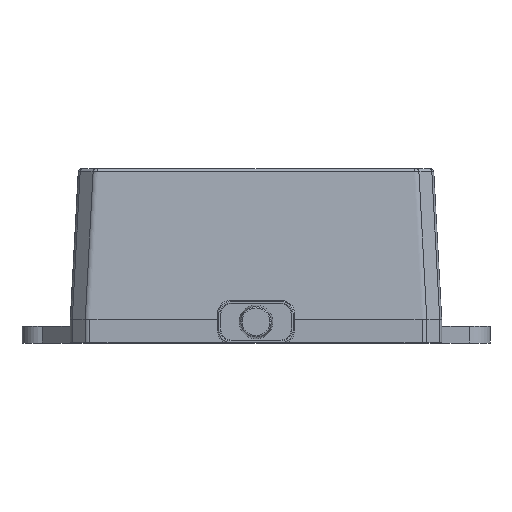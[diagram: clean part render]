
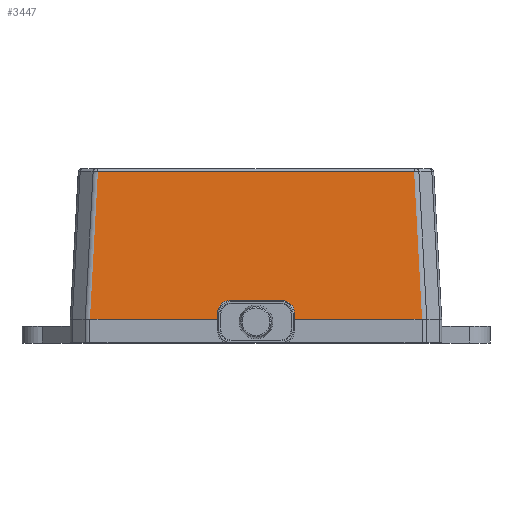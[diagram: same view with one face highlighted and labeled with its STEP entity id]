
A CAD part, top view. The second image highlights one B-rep face of the part: STEP entity #3447.
In plain terms, the highlighted planar face has unit normal (0, 0.054, 0.999).
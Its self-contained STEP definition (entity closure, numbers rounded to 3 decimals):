
#164 = ORIENTED_EDGE ( 'NONE', *, *, #4526, .T. ) ;
#222 = CARTESIAN_POINT ( 'NONE',  ( 5.7, 4.389, 18.452 ) ) ;
#295 = LINE ( 'NONE', #1216, #4462 ) ;
#349 = CARTESIAN_POINT ( 'NONE',  ( 24.586, 3.5, 18.5 ) ) ;
#450 = ORIENTED_EDGE ( 'NONE', *, *, #3278, .T. ) ;
#524 = ORIENTED_EDGE ( 'NONE', *, *, #2445, .T. ) ;
#548 = ORIENTED_EDGE ( 'NONE', *, *, #6094, .T. ) ;
#612 = CARTESIAN_POINT ( 'NONE',  ( -5.7, 3.5, 18.5 ) ) ;
#685 = ORIENTED_EDGE ( 'NONE', *, *, #1548, .T. ) ;
#757 = ORIENTED_EDGE ( 'NONE', *, *, #4185, .T. ) ;
#963 = VERTEX_POINT ( 'NONE', #612 ) ;
#1089 = VERTEX_POINT ( 'NONE', #4263 ) ;
#1216 = CARTESIAN_POINT ( 'NONE',  ( 0., 3.5, 18.5 ) ) ;
#1275 = CARTESIAN_POINT ( 'NONE',  ( -5.7, 4.389, 18.452 ) ) ;
#1461 = VERTEX_POINT ( 'NONE', #5465 ) ;
#1464 = CARTESIAN_POINT ( 'NONE',  ( -5.7, 4.4, 18.452 ) ) ;
#1474 = CARTESIAN_POINT ( 'NONE',  ( -23.386, 25.327, 17.325 ) ) ;
#1520 = VERTEX_POINT ( 'NONE', #6453 ) ;
#1548 = EDGE_CURVE ( 'NONE', #5373, #1461, #4878, .T. ) ;
#1660 =( BOUNDED_CURVE ( )  B_SPLINE_CURVE ( 3, ( #2231, #4728, #4091, #222 ),
 .UNSPECIFIED., .F., .F. ) 
 B_SPLINE_CURVE_WITH_KNOTS ( ( 4, 4 ),
 ( 3.142, 4.712 ),
 .UNSPECIFIED. ) 
 CURVE ( )  GEOMETRIC_REPRESENTATION_ITEM ( )  RATIONAL_B_SPLINE_CURVE ( ( 1., 0.805, 0.805, 1. ) ) 
 REPRESENTATION_ITEM ( '' )  );
#1671 = CARTESIAN_POINT ( 'NONE',  ( 3.8, 6.289, 18.35 ) ) ;
#1744 = DIRECTION ( 'NONE',  ( 1., 0., 0. ) ) ;
#1747 = DIRECTION ( 'NONE',  ( 1., 0., 0. ) ) ;
#1761 = DIRECTION ( 'NONE',  ( -0.054, -0.997, 0.054 ) ) ;
#1767 = DIRECTION ( 'NONE',  ( 0., -0.999, 0.054 ) ) ;
#1773 = EDGE_CURVE ( 'NONE', #963, #3137, #3349, .T. ) ;
#1820 = VECTOR ( 'NONE', #1761, 1000. ) ;
#1845 = ORIENTED_EDGE ( 'NONE', *, *, #6142, .T. ) ;
#1847 = LINE ( 'NONE', #3856, #2469 ) ;
#1856 = VERTEX_POINT ( 'NONE', #3912 ) ;
#2004 = VECTOR ( 'NONE', #5594, 1000. ) ;
#2077 = CARTESIAN_POINT ( 'NONE',  ( -4.913, 6.289, 18.35 ) ) ;
#2141 = CARTESIAN_POINT ( 'NONE',  ( -24.586, 3.5, 18.5 ) ) ;
#2231 = CARTESIAN_POINT ( 'NONE',  ( 3.8, 6.289, 18.35 ) ) ;
#2264 = FACE_OUTER_BOUND ( 'NONE', #5215, .T. ) ;
#2267 = VERTEX_POINT ( 'NONE', #2453 ) ;
#2273 = CARTESIAN_POINT ( 'NONE',  ( 5.7, 3.5, 18.5 ) ) ;
#2332 = DIRECTION ( 'NONE',  ( 0., 0.999, -0.054 ) ) ;
#2419 = EDGE_CURVE ( 'NONE', #2544, #5373, #2700, .T. ) ;
#2445 = EDGE_CURVE ( 'NONE', #5425, #1856, #6323, .T. ) ;
#2453 = CARTESIAN_POINT ( 'NONE',  ( -3.8, 6.289, 18.35 ) ) ;
#2469 = VECTOR ( 'NONE', #5860, 1000. ) ;
#2544 = VERTEX_POINT ( 'NONE', #2730 ) ;
#2689 = VERTEX_POINT ( 'NONE', #1671 ) ;
#2700 = LINE ( 'NONE', #2770, #3261 ) ;
#2721 = DIRECTION ( 'NONE',  ( 0., 0.054, 0.999 ) ) ;
#2730 = CARTESIAN_POINT ( 'NONE',  ( 24.586, 3.5, 18.5 ) ) ;
#2770 = CARTESIAN_POINT ( 'NONE',  ( 0., 3.5, 18.5 ) ) ;
#2856 = VECTOR ( 'NONE', #2332, 1000. ) ;
#2962 = DIRECTION ( 'NONE',  ( -0.054, 0.997, -0.054 ) ) ;
#3137 = VERTEX_POINT ( 'NONE', #3227 ) ;
#3227 = CARTESIAN_POINT ( 'NONE',  ( -5.7, 4.389, 18.452 ) ) ;
#3261 = VECTOR ( 'NONE', #1747, 1000. ) ;
#3278 = EDGE_CURVE ( 'NONE', #2267, #2689, #4116, .T. ) ;
#3292 = ORIENTED_EDGE ( 'NONE', *, *, #4915, .T. ) ;
#3349 = LINE ( 'NONE', #1464, #2856 ) ;
#3447 = ADVANCED_FACE ( 'NONE', ( #2264 ), #4668, .T. ) ;
#3458 = ORIENTED_EDGE ( 'NONE', *, *, #6252, .T. ) ;
#3488 = ORIENTED_EDGE ( 'NONE', *, *, #1773, .T. ) ;
#3494 = AXIS2_PLACEMENT_3D ( 'NONE', #5163, #2721, #1767 ) ;
#3578 = VECTOR ( 'NONE', #2962, 1000. ) ;
#3631 = CARTESIAN_POINT ( 'NONE',  ( 0., 3.5, 18.5 ) ) ;
#3787 = DIRECTION ( 'NONE',  ( 0., -0.999, 0.054 ) ) ;
#3856 = CARTESIAN_POINT ( 'NONE',  ( 0., 3.5, 18.5 ) ) ;
#3912 = CARTESIAN_POINT ( 'NONE',  ( 5.7, 3.5, 18.5 ) ) ;
#4091 = CARTESIAN_POINT ( 'NONE',  ( 5.7, 5.502, 18.392 ) ) ;
#4116 = LINE ( 'NONE', #6119, #2004 ) ;
#4185 = EDGE_CURVE ( 'NONE', #5972, #1520, #6189, .T. ) ;
#4196 = CARTESIAN_POINT ( 'NONE',  ( -24.649, 2.325, 18.563 ) ) ;
#4263 = CARTESIAN_POINT ( 'NONE',  ( -23.411, 25.327, 17.325 ) ) ;
#4462 = VECTOR ( 'NONE', #1744, 1000. ) ;
#4500 = LINE ( 'NONE', #1474, #5093 ) ;
#4526 = EDGE_CURVE ( 'NONE', #2689, #5425, #1660, .T. ) ;
#4583 = CARTESIAN_POINT ( 'NONE',  ( -5.7, 5.502, 18.392 ) ) ;
#4632 = EDGE_CURVE ( 'NONE', #3137, #2267, #5206, .T. ) ;
#4651 = VECTOR ( 'NONE', #5143, 1000. ) ;
#4668 = PLANE ( 'NONE',  #3494 ) ;
#4693 = ORIENTED_EDGE ( 'NONE', *, *, #2419, .T. ) ;
#4725 = VECTOR ( 'NONE', #3787, 1000. ) ;
#4728 = CARTESIAN_POINT ( 'NONE',  ( 4.913, 6.289, 18.35 ) ) ;
#4854 = CARTESIAN_POINT ( 'NONE',  ( 5.7, 4.389, 18.452 ) ) ;
#4878 = LINE ( 'NONE', #4909, #3578 ) ;
#4909 = CARTESIAN_POINT ( 'NONE',  ( 24.649, 2.325, 18.563 ) ) ;
#4915 = EDGE_CURVE ( 'NONE', #1089, #5972, #5250, .T. ) ;
#5093 = VECTOR ( 'NONE', #6504, 1000. ) ;
#5143 = DIRECTION ( 'NONE',  ( 1., 0., 0. ) ) ;
#5163 = CARTESIAN_POINT ( 'NONE',  ( 0., 1.003, 18.634 ) ) ;
#5206 =( BOUNDED_CURVE ( )  B_SPLINE_CURVE ( 3, ( #1275, #4583, #2077, #6095 ),
 .UNSPECIFIED., .F., .F. ) 
 B_SPLINE_CURVE_WITH_KNOTS ( ( 4, 4 ),
 ( 1.571, 3.142 ),
 .UNSPECIFIED. ) 
 CURVE ( )  GEOMETRIC_REPRESENTATION_ITEM ( )  RATIONAL_B_SPLINE_CURVE ( ( 1., 0.805, 0.805, 1. ) ) 
 REPRESENTATION_ITEM ( '' )  );
#5215 = EDGE_LOOP ( 'NONE', ( #1845, #3488, #5940, #450, #164, #524, #548, #4693, #685, #3458, #3292, #757 ) ) ;
#5250 = LINE ( 'NONE', #4196, #1820 ) ;
#5373 = VERTEX_POINT ( 'NONE', #349 ) ;
#5425 = VERTEX_POINT ( 'NONE', #4854 ) ;
#5465 = CARTESIAN_POINT ( 'NONE',  ( 23.411, 25.327, 17.325 ) ) ;
#5594 = DIRECTION ( 'NONE',  ( 1., 0., 0. ) ) ;
#5860 = DIRECTION ( 'NONE',  ( 1., 0., 0. ) ) ;
#5940 = ORIENTED_EDGE ( 'NONE', *, *, #4632, .T. ) ;
#5972 = VERTEX_POINT ( 'NONE', #2141 ) ;
#6094 = EDGE_CURVE ( 'NONE', #1856, #2544, #295, .T. ) ;
#6095 = CARTESIAN_POINT ( 'NONE',  ( -3.8, 6.289, 18.35 ) ) ;
#6119 = CARTESIAN_POINT ( 'NONE',  ( 3.8, 6.289, 18.35 ) ) ;
#6142 = EDGE_CURVE ( 'NONE', #1520, #963, #1847, .T. ) ;
#6189 = LINE ( 'NONE', #3631, #4651 ) ;
#6252 = EDGE_CURVE ( 'NONE', #1461, #1089, #4500, .T. ) ;
#6323 = LINE ( 'NONE', #2273, #4725 ) ;
#6453 = CARTESIAN_POINT ( 'NONE',  ( -24.586, 3.5, 18.5 ) ) ;
#6504 = DIRECTION ( 'NONE',  ( -1., 0., 0. ) ) ;
